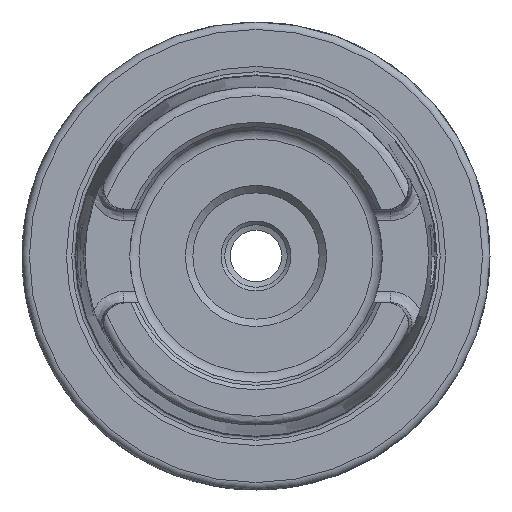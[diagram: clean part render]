
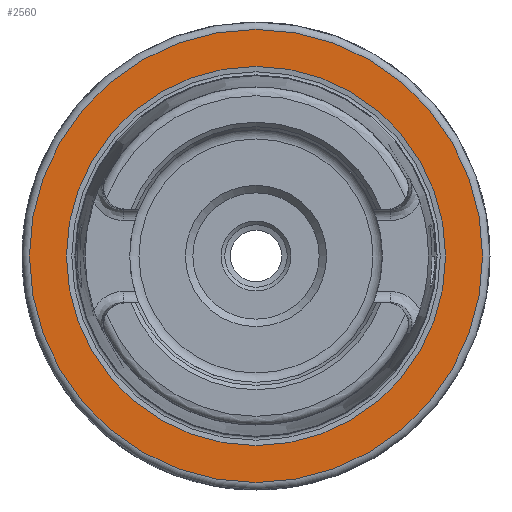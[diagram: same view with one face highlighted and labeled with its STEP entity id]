
A CAD part, left-side view. The second image highlights one B-rep face of the part: STEP entity #2560.
In plain terms, the highlighted planar face has unit normal (-1, 0, 0).
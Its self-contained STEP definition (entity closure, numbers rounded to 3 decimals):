
#99=PLANE('',#2863);
#260=FACE_OUTER_BOUND('',#610,.T.);
#421=CIRCLE('',#2861,25.521);
#422=CIRCLE('',#2862,25.521);
#423=CIRCLE('',#2864,30.5);
#424=CIRCLE('',#2865,30.5);
#464=FACE_BOUND('',#611,.T.);
#610=EDGE_LOOP('',(#2394,#2395));
#611=EDGE_LOOP('',(#2396,#2397));
#1201=VERTEX_POINT('',#6061);
#1202=VERTEX_POINT('',#6063);
#1203=VERTEX_POINT('',#6067);
#1204=VERTEX_POINT('',#6068);
#1600=EDGE_CURVE('',#1202,#1201,#421,.T.);
#1601=EDGE_CURVE('',#1201,#1202,#422,.T.);
#1602=EDGE_CURVE('',#1203,#1204,#423,.T.);
#1603=EDGE_CURVE('',#1204,#1203,#424,.T.);
#2394=ORIENTED_EDGE('',*,*,#1602,.F.);
#2395=ORIENTED_EDGE('',*,*,#1603,.F.);
#2396=ORIENTED_EDGE('',*,*,#1600,.T.);
#2397=ORIENTED_EDGE('',*,*,#1601,.T.);
#2560=ADVANCED_FACE('',(#260,#464),#99,.T.);
#2861=AXIS2_PLACEMENT_3D('',#6064,#3535,#3536);
#2862=AXIS2_PLACEMENT_3D('',#6065,#3537,#3538);
#2863=AXIS2_PLACEMENT_3D('',#6066,#3539,#3540);
#2864=AXIS2_PLACEMENT_3D('',#6069,#3541,#3542);
#2865=AXIS2_PLACEMENT_3D('',#6070,#3543,#3544);
#3535=DIRECTION('center_axis',(1.,0.,0.));
#3536=DIRECTION('ref_axis',(0.,0.,-1.));
#3537=DIRECTION('center_axis',(1.,0.,0.));
#3538=DIRECTION('ref_axis',(0.,0.,-1.));
#3539=DIRECTION('center_axis',(-1.,0.,0.));
#3540=DIRECTION('ref_axis',(0.,0.,1.));
#3541=DIRECTION('center_axis',(1.,0.,0.));
#3542=DIRECTION('ref_axis',(0.,0.,-1.));
#3543=DIRECTION('center_axis',(1.,0.,0.));
#3544=DIRECTION('ref_axis',(0.,0.,-1.));
#6061=CARTESIAN_POINT('',(0.,-25.521,0.));
#6063=CARTESIAN_POINT('',(0.,25.521,0.));
#6064=CARTESIAN_POINT('Origin',(0.,0.,
0.));
#6065=CARTESIAN_POINT('Origin',(0.,0.,
0.));
#6066=CARTESIAN_POINT('Origin',(0.,30.5,0.));
#6067=CARTESIAN_POINT('',(0.,30.5,0.));
#6068=CARTESIAN_POINT('',(0.,0.,30.5));
#6069=CARTESIAN_POINT('Origin',(0.,0.,
0.));
#6070=CARTESIAN_POINT('Origin',(0.,0.,
0.));
